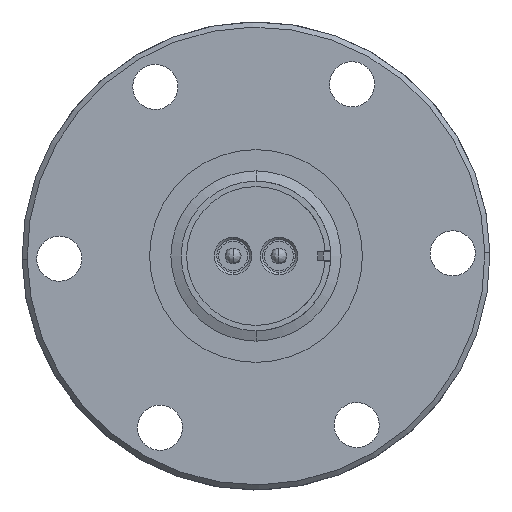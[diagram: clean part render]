
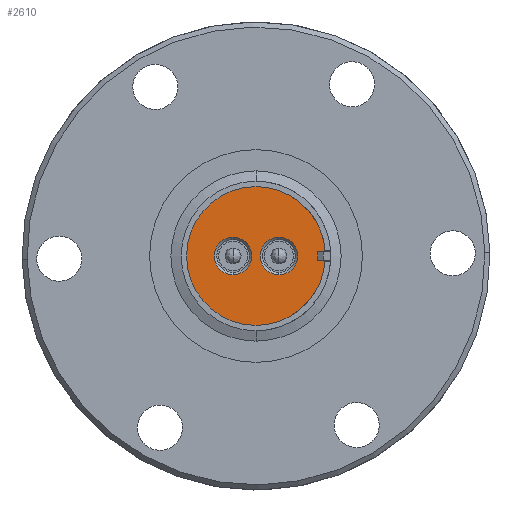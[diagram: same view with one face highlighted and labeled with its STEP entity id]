
A CAD part, front view. The second image highlights one B-rep face of the part: STEP entity #2610.
In plain terms, the highlighted planar face has unit normal (0, -1, 0).
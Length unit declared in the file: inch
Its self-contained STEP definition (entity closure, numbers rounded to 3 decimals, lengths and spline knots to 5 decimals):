
#1611 = DIRECTION ( 'NONE',  ( 1., 0., 0. ) ) ;
#1613 = PLANE ( 'NONE',  #5188 ) ;
#1614 = CARTESIAN_POINT ( 'NONE',  ( 0., 0., 0. ) ) ;
#1632 = DIRECTION ( 'NONE',  ( 0., -1., 0. ) ) ;
#2610 = ADVANCED_FACE ( 'NONE', ( #6774, #6786, #6778 ), #1613, .T. ) ;
#2803 = EDGE_LOOP ( 'NONE', ( #3645, #3646 ) ) ;
#2820 = EDGE_LOOP ( 'NONE', ( #3647, #3648 ) ) ;
#3112 = EDGE_LOOP ( 'NONE', ( #3649, #3650 ) ) ;
#3645 = ORIENTED_EDGE ( 'NONE', *, *, #5690, .T. ) ;
#3646 = ORIENTED_EDGE ( 'NONE', *, *, #5733, .T. ) ;
#3647 = ORIENTED_EDGE ( 'NONE', *, *, #5694, .T. ) ;
#3648 = ORIENTED_EDGE ( 'NONE', *, *, #5732, .T. ) ;
#3649 = ORIENTED_EDGE ( 'NONE', *, *, #5684, .F. ) ;
#3650 = ORIENTED_EDGE ( 'NONE', *, *, #5734, .F. ) ;
#4680 = AXIS2_PLACEMENT_3D ( 'NONE', #6451, #6450, #6449 ) ;
#4681 = AXIS2_PLACEMENT_3D ( 'NONE', #6456, #6455, #6453 ) ;
#4682 = AXIS2_PLACEMENT_3D ( 'NONE', #6460, #6458, #6457 ) ;
#4716 = AXIS2_PLACEMENT_3D ( 'NONE', #6301, #6293, #6282 ) ;
#4719 = AXIS2_PLACEMENT_3D ( 'NONE', #6361, #6359, #6355 ) ;
#4726 = AXIS2_PLACEMENT_3D ( 'NONE', #6440, #6439, #6429 ) ;
#5188 = AXIS2_PLACEMENT_3D ( 'NONE', #1614, #1632, #1611 ) ;
#5684 = EDGE_CURVE ( 'NONE', #7084, #7267, #7588, .T. ) ;
#5690 = EDGE_CURVE ( 'NONE', #7177, #7166, #7579, .T. ) ;
#5694 = EDGE_CURVE ( 'NONE', #7222, #7163, #7573, .T. ) ;
#5732 = EDGE_CURVE ( 'NONE', #7163, #7222, #7520, .T. ) ;
#5733 = EDGE_CURVE ( 'NONE', #7166, #7177, #7519, .T. ) ;
#5734 = EDGE_CURVE ( 'NONE', #7267, #7084, #7518, .T. ) ;
#5987 = CARTESIAN_POINT ( 'NONE',  ( 0.4525, 0., 0. ) ) ;
#6033 = CARTESIAN_POINT ( 'NONE',  ( -0.135, 0., -0.11 ) ) ;
#6078 = CARTESIAN_POINT ( 'NONE',  ( 0.135, 0., -0.11 ) ) ;
#6089 = CARTESIAN_POINT ( 'NONE',  ( 0.135, 0., 0.11 ) ) ;
#6092 = CARTESIAN_POINT ( 'NONE',  ( -0.135, 0., 0.11 ) ) ;
#6167 = CARTESIAN_POINT ( 'NONE',  ( -0.4525, 0., 0. ) ) ;
#6282 = DIRECTION ( 'NONE',  ( 0., 0., -1. ) ) ;
#6293 = DIRECTION ( 'NONE',  ( 0., 1., 0. ) ) ;
#6301 = CARTESIAN_POINT ( 'NONE',  ( -0.135, 0., 0. ) ) ;
#6355 = DIRECTION ( 'NONE',  ( 0., 0., -1. ) ) ;
#6359 = DIRECTION ( 'NONE',  ( 0., 1., 0. ) ) ;
#6361 = CARTESIAN_POINT ( 'NONE',  ( 0.135, 0., 0. ) ) ;
#6429 = DIRECTION ( 'NONE',  ( -1., 0., 0. ) ) ;
#6439 = DIRECTION ( 'NONE',  ( 0., 1., 0. ) ) ;
#6440 = CARTESIAN_POINT ( 'NONE',  ( 0., 0., 0. ) ) ;
#6449 = DIRECTION ( 'NONE',  ( -1., 0., 0. ) ) ;
#6450 = DIRECTION ( 'NONE',  ( 0., 1., 0. ) ) ;
#6451 = CARTESIAN_POINT ( 'NONE',  ( 0., 0., 0. ) ) ;
#6453 = DIRECTION ( 'NONE',  ( 0., 0., -1. ) ) ;
#6455 = DIRECTION ( 'NONE',  ( 0., 1., 0. ) ) ;
#6456 = CARTESIAN_POINT ( 'NONE',  ( 0.135, 0., 0. ) ) ;
#6457 = DIRECTION ( 'NONE',  ( 0., 0., -1. ) ) ;
#6458 = DIRECTION ( 'NONE',  ( 0., 1., 0. ) ) ;
#6460 = CARTESIAN_POINT ( 'NONE',  ( -0.135, 0., 0. ) ) ;
#6774 = FACE_BOUND ( 'NONE', #2803, .T. ) ;
#6778 = FACE_OUTER_BOUND ( 'NONE', #3112, .T. ) ;
#6786 = FACE_BOUND ( 'NONE', #2820, .T. ) ;
#7084 = VERTEX_POINT ( 'NONE', #6167 ) ;
#7163 = VERTEX_POINT ( 'NONE', #6092 ) ;
#7166 = VERTEX_POINT ( 'NONE', #6089 ) ;
#7177 = VERTEX_POINT ( 'NONE', #6078 ) ;
#7222 = VERTEX_POINT ( 'NONE', #6033 ) ;
#7267 = VERTEX_POINT ( 'NONE', #5987 ) ;
#7518 = CIRCLE ( 'NONE', #4680, 0.4525 ) ;
#7519 = CIRCLE ( 'NONE', #4681, 0.11 ) ;
#7520 = CIRCLE ( 'NONE', #4682, 0.11 ) ;
#7573 = CIRCLE ( 'NONE', #4716, 0.11 ) ;
#7579 = CIRCLE ( 'NONE', #4719, 0.11 ) ;
#7588 = CIRCLE ( 'NONE', #4726, 0.4525 ) ;
